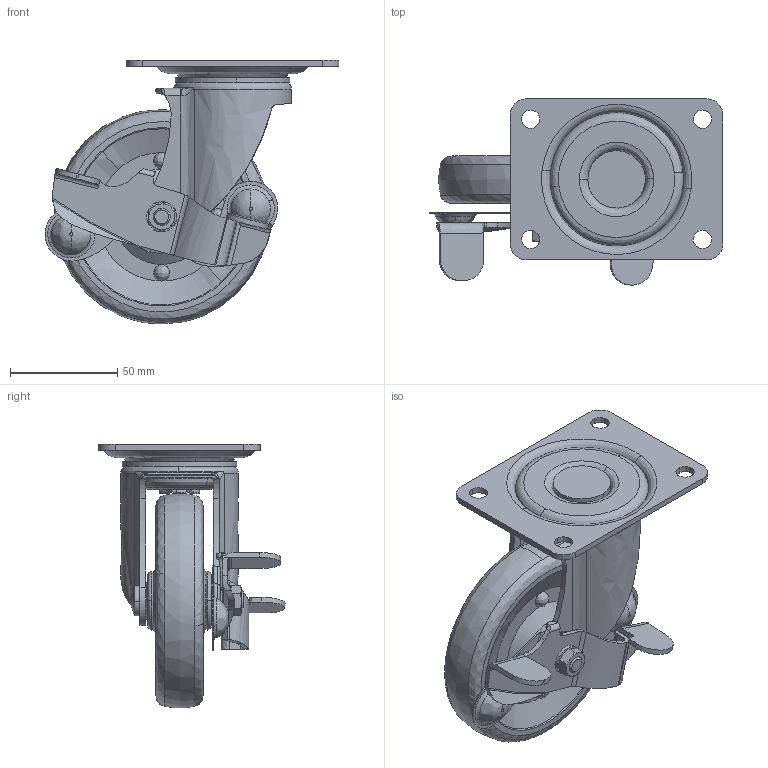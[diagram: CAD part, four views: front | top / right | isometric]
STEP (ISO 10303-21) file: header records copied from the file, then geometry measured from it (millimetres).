
FILE_DESCRIPTION((''),'2;1');
FILE_NAME('','2009-03-19T14:23:38',(''),(''),'','CADfix','');
FILE_SCHEMA(('AUTOMOTIVE_DESIGN { 1 0 10303 214 1 1 1 1 }'));
Length unit declared in the file: millimetre
Bounding box: 136.79 x 86.62 x 122.9 mm (x, y, z)
Volume: 229223.9 mm3; surface area: 79951.1 mm2
Topology: 7 solids, 7 shells, 396 faces, 1185 edges, 833 vertices
Faces by surface type: bspline 396
Entity records: 20324 total; most frequent: CARTESIAN_POINT 13879, ORIENTED_EDGE 2366, EDGE_CURVE 1183, VERTEX_POINT 833, EDGE_LOOP 450, FACE_OUTER_BOUND 396, ADVANCED_FACE 396, QUASI_UNIFORM_CURVE 277
